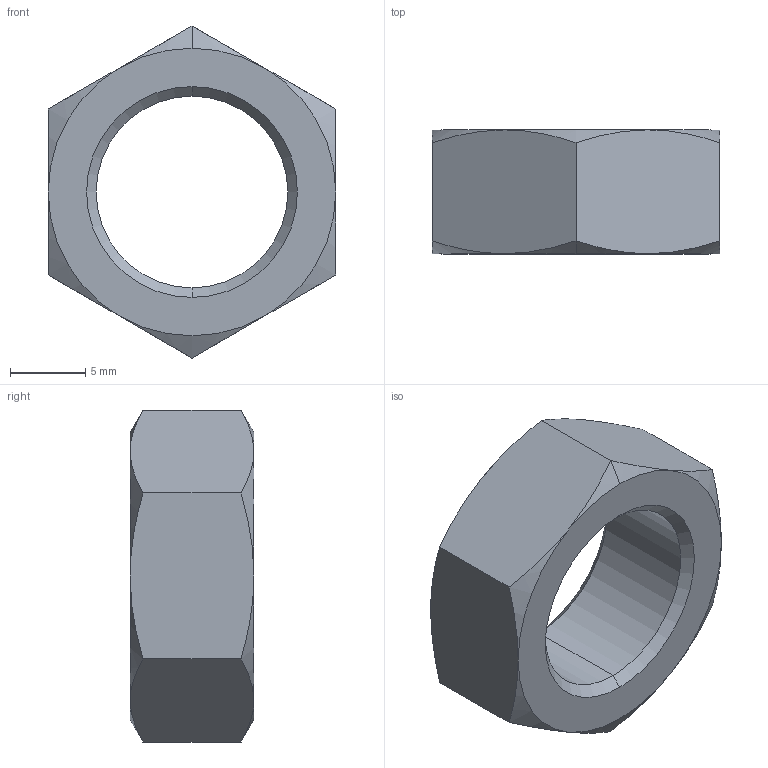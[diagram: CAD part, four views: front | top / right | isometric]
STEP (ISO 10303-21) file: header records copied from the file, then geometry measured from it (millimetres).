
FILE_DESCRIPTION (( 'STEP AP203' ), '1' );
FILE_NAME ('94846A210_NO THREADS_Medium-Strength Steel Thin Hex Nut.STEP', '2023-02-02T15:22:58', ( 'Administrator' ), ( 'Managed by Terraform' ), 'SwSTEP 2.0', 'SolidWorks 2017', '' );
FILE_SCHEMA (( 'CONFIG_CONTROL_DESIGN' ));
Length unit declared in the file: inch
Products named in the file (1): 94846A210_NO THREADS_Medium-Strength Steel Thin Hex Nut
Bounding box: 19.05 x 8.2 x 22 mm (x, y, z)
Volume: 1507.5 mm3; surface area: 1185.9 mm2
Topology: 1 solids, 1 shells, 28 faces, 60 edges, 34 vertices
Faces by surface type: cone 18, plane 8, cylinder 2
Entity records: 921 total; most frequent: CARTESIAN_POINT 267, ORIENTED_EDGE 120, DIRECTION 116, EDGE_CURVE 60, AXIS2_PLACEMENT_3D 51, VERTEX_POINT 34, EDGE_LOOP 30, ADVANCED_FACE 28
